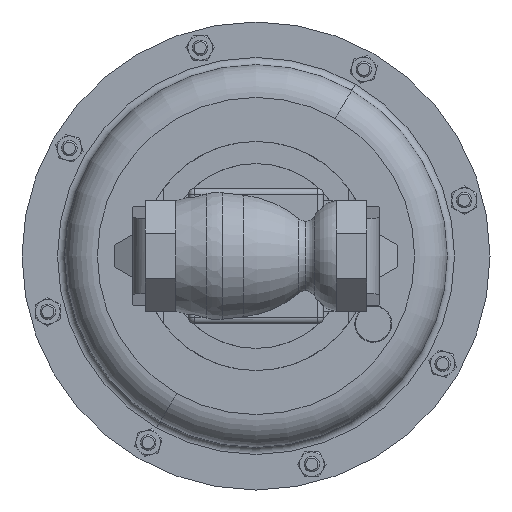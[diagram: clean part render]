
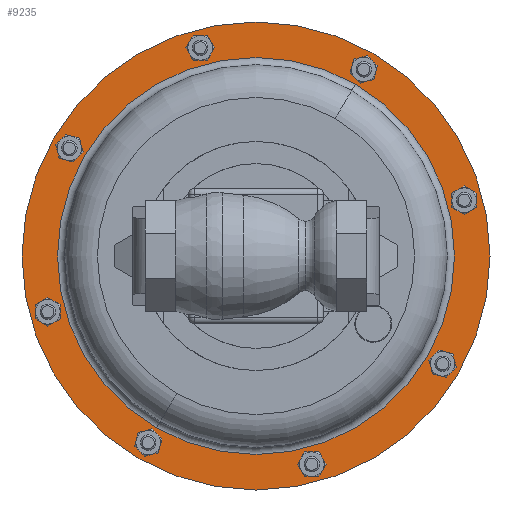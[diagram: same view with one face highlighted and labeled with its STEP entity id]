
A CAD part, front view. The second image highlights one B-rep face of the part: STEP entity #9235.
In plain terms, the highlighted planar face has unit normal (0, -1, 0).
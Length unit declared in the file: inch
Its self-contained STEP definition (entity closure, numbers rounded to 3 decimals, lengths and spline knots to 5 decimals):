
#524 = CIRCLE ( 'NONE', #564, 4.75 ) ;
#542 = DIRECTION ( 'NONE',  ( 0.5, 0., 0.866 ) ) ;
#564 = AXIS2_PLACEMENT_3D ( 'NONE', #17638, #9060, #542 ) ;
#667 = FACE_OUTER_BOUND ( 'NONE', #17102, .T. ) ;
#1299 = VERTEX_POINT ( 'NONE', #6990 ) ;
#1304 = PLANE ( 'NONE',  #5369 ) ;
#2167 = ORIENTED_EDGE ( 'NONE', *, *, #14184, .F. ) ;
#2740 = DIRECTION ( 'NONE',  ( -0.5, 0., -0.866 ) ) ;
#3048 = CARTESIAN_POINT ( 'NONE',  ( 0., 8.835, 0. ) ) ;
#3282 = CARTESIAN_POINT ( 'NONE',  ( 0., 8.835, 0. ) ) ;
#4505 = DIRECTION ( 'NONE',  ( 0.5, 0., 0.866 ) ) ;
#4642 = CIRCLE ( 'NONE', #15075, 4.029 ) ;
#4726 = DIRECTION ( 'NONE',  ( 0.5, 0., 0.866 ) ) ;
#5176 = CARTESIAN_POINT ( 'NONE',  ( 2.375, 8.835, 4.11362 ) ) ;
#5369 = AXIS2_PLACEMENT_3D ( 'NONE', #16997, #11280, #2740 ) ;
#5375 = EDGE_CURVE ( 'NONE', #1299, #8640, #10592, .T. ) ;
#6002 = CARTESIAN_POINT ( 'NONE',  ( -2.375, 8.835, -4.11362 ) ) ;
#6086 = ORIENTED_EDGE ( 'NONE', *, *, #10649, .T. ) ;
#6990 = CARTESIAN_POINT ( 'NONE',  ( -2.0145, 8.835, -3.48922 ) ) ;
#7470 = EDGE_CURVE ( 'NONE', #9492, #17440, #12974, .T. ) ;
#7841 = AXIS2_PLACEMENT_3D ( 'NONE', #3282, #13250, #4726 ) ;
#8068 = DIRECTION ( 'NONE',  ( 0., 1., 0. ) ) ;
#8640 = VERTEX_POINT ( 'NONE', #12615 ) ;
#9060 = DIRECTION ( 'NONE',  ( 0., 1., 0. ) ) ;
#9235 = ADVANCED_FACE ( 'NONE', ( #14954, #667 ), #1304, .T. ) ;
#9492 = VERTEX_POINT ( 'NONE', #5176 ) ;
#10592 = CIRCLE ( 'NONE', #15188, 4.029 ) ;
#10649 = EDGE_CURVE ( 'NONE', #8640, #1299, #4642, .T. ) ;
#11280 = DIRECTION ( 'NONE',  ( 0., -1., 0. ) ) ;
#12317 = ORIENTED_EDGE ( 'NONE', *, *, #7470, .F. ) ;
#12615 = CARTESIAN_POINT ( 'NONE',  ( 2.0145, 8.835, 3.48922 ) ) ;
#12974 = CIRCLE ( 'NONE', #7841, 4.75 ) ;
#13011 = DIRECTION ( 'NONE',  ( 0., 1., 0. ) ) ;
#13250 = DIRECTION ( 'NONE',  ( 0., 1., 0. ) ) ;
#14184 = EDGE_CURVE ( 'NONE', #17440, #9492, #524, .T. ) ;
#14327 = EDGE_LOOP ( 'NONE', ( #6086, #16024 ) ) ;
#14954 = FACE_BOUND ( 'NONE', #14327, .T. ) ;
#15075 = AXIS2_PLACEMENT_3D ( 'NONE', #3048, #13011, #4505 ) ;
#15188 = AXIS2_PLACEMENT_3D ( 'NONE', #16657, #8068, #18073 ) ;
#16024 = ORIENTED_EDGE ( 'NONE', *, *, #5375, .T. ) ;
#16657 = CARTESIAN_POINT ( 'NONE',  ( 0., 8.835, 0. ) ) ;
#16997 = CARTESIAN_POINT ( 'NONE',  ( 4.11362, 8.835, -2.375 ) ) ;
#17102 = EDGE_LOOP ( 'NONE', ( #12317, #2167 ) ) ;
#17440 = VERTEX_POINT ( 'NONE', #6002 ) ;
#17638 = CARTESIAN_POINT ( 'NONE',  ( 0., 8.835, 0. ) ) ;
#18073 = DIRECTION ( 'NONE',  ( 0.5, 0., 0.866 ) ) ;
